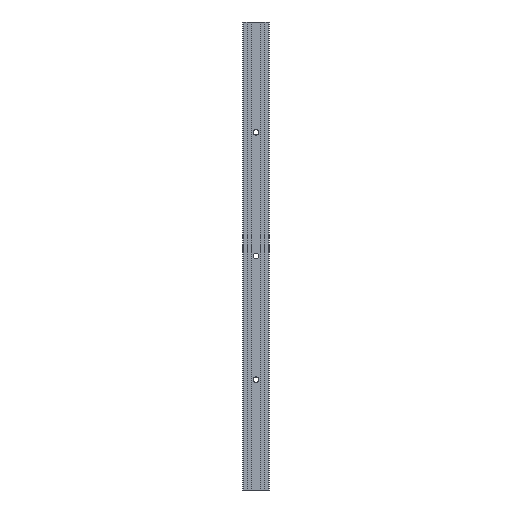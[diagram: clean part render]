
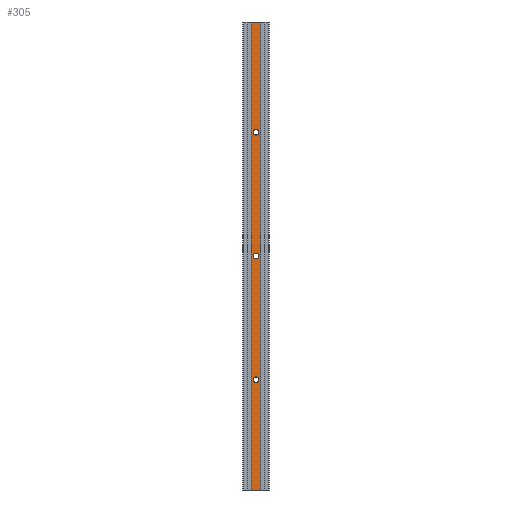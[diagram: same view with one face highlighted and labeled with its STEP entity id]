
A CAD part, left-side view. The second image highlights one B-rep face of the part: STEP entity #305.
In plain terms, the highlighted planar face has unit normal (-1, 0, 0).
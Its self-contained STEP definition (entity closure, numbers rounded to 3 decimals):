
#58 = VECTOR ( 'NONE', #7946, 1000. ) ;
#82 = ORIENTED_EDGE ( 'NONE', *, *, #7123, .F. ) ;
#231 = AXIS2_PLACEMENT_3D ( 'NONE', #2151, #6454, #4697 ) ;
#305 = ADVANCED_FACE ( 'NONE', ( #1965, #2461, #5097, #1171 ), #3803, .T. ) ;
#312 = CARTESIAN_POINT ( 'NONE',  ( -10., 4.25, -185. ) ) ;
#447 = CARTESIAN_POINT ( 'NONE',  ( -10., 0., -185. ) ) ;
#629 = CIRCLE ( 'NONE', #231, 4.25 ) ;
#646 = EDGE_CURVE ( 'NONE', #6392, #7230, #6921, .T. ) ;
#770 = DIRECTION ( 'NONE',  ( 0., 1., 0. ) ) ;
#946 = CARTESIAN_POINT ( 'NONE',  ( -10., 6.9, -350. ) ) ;
#990 = CIRCLE ( 'NONE', #7113, 4.25 ) ;
#1025 = DIRECTION ( 'NONE',  ( 0., 1., 0. ) ) ;
#1064 = VERTEX_POINT ( 'NONE', #3163 ) ;
#1125 = ORIENTED_EDGE ( 'NONE', *, *, #646, .T. ) ;
#1171 = FACE_OUTER_BOUND ( 'NONE', #5923, .T. ) ;
#1294 = EDGE_CURVE ( 'NONE', #1393, #1064, #2620, .T. ) ;
#1336 = ORIENTED_EDGE ( 'NONE', *, *, #4474, .T. ) ;
#1393 = VERTEX_POINT ( 'NONE', #7272 ) ;
#1427 = CARTESIAN_POINT ( 'NONE',  ( -10., 0., -185. ) ) ;
#1759 = DIRECTION ( 'NONE',  ( 0., 0., 1. ) ) ;
#1965 = FACE_BOUND ( 'NONE', #2199, .T. ) ;
#2020 = AXIS2_PLACEMENT_3D ( 'NONE', #4386, #2504, #6930 ) ;
#2103 = VERTEX_POINT ( 'NONE', #6705 ) ;
#2151 = CARTESIAN_POINT ( 'NONE',  ( -10., 0., 0. ) ) ;
#2199 = EDGE_LOOP ( 'NONE', ( #5288, #3890 ) ) ;
#2266 = CARTESIAN_POINT ( 'NONE',  ( -10., 6.9, -350. ) ) ;
#2370 = EDGE_CURVE ( 'NONE', #4666, #2103, #629, .T. ) ;
#2461 = FACE_BOUND ( 'NONE', #8012, .T. ) ;
#2467 = CARTESIAN_POINT ( 'NONE',  ( -10., -6.9, -350. ) ) ;
#2504 = DIRECTION ( 'NONE',  ( -1., 0., 0. ) ) ;
#2609 = CARTESIAN_POINT ( 'NONE',  ( -10., -6.9, 350. ) ) ;
#2620 = CIRCLE ( 'NONE', #3682, 4.25 ) ;
#2778 = EDGE_CURVE ( 'NONE', #1064, #1393, #5811, .T. ) ;
#2868 = LINE ( 'NONE', #946, #58 ) ;
#2948 = ORIENTED_EDGE ( 'NONE', *, *, #8079, .T. ) ;
#3163 = CARTESIAN_POINT ( 'NONE',  ( -10., -4.25, 185. ) ) ;
#3184 = DIRECTION ( 'NONE',  ( 1., 0., 0. ) ) ;
#3238 = CARTESIAN_POINT ( 'NONE',  ( -10., 6.9, 350. ) ) ;
#3377 = CIRCLE ( 'NONE', #5249, 4.25 ) ;
#3584 = DIRECTION ( 'NONE',  ( 0., 1., 0. ) ) ;
#3682 = AXIS2_PLACEMENT_3D ( 'NONE', #8020, #6654, #1025 ) ;
#3803 = PLANE ( 'NONE',  #2020 ) ;
#3890 = ORIENTED_EDGE ( 'NONE', *, *, #8139, .T. ) ;
#3892 = DIRECTION ( 'NONE',  ( 0., -1., 0. ) ) ;
#3898 = CARTESIAN_POINT ( 'NONE',  ( -10., 0., 185. ) ) ;
#3926 = VERTEX_POINT ( 'NONE', #2609 ) ;
#3997 = CARTESIAN_POINT ( 'NONE',  ( -10., -4.25, 0. ) ) ;
#4291 = VECTOR ( 'NONE', #7532, 1000. ) ;
#4386 = CARTESIAN_POINT ( 'NONE',  ( -10., 7., -350. ) ) ;
#4474 = EDGE_CURVE ( 'NONE', #2103, #4666, #990, .T. ) ;
#4666 = VERTEX_POINT ( 'NONE', #3997 ) ;
#4697 = DIRECTION ( 'NONE',  ( 0., 1., 0. ) ) ;
#4940 = DIRECTION ( 'NONE',  ( 0., -1., 0. ) ) ;
#4942 = DIRECTION ( 'NONE',  ( 1., 0., 0. ) ) ;
#5097 = FACE_BOUND ( 'NONE', #6978, .T. ) ;
#5109 = CARTESIAN_POINT ( 'NONE',  ( -10., 7., 350. ) ) ;
#5133 = CARTESIAN_POINT ( 'NONE',  ( -10., 7., -350. ) ) ;
#5187 = AXIS2_PLACEMENT_3D ( 'NONE', #1427, #3184, #3892 ) ;
#5249 = AXIS2_PLACEMENT_3D ( 'NONE', #447, #4942, #5453 ) ;
#5288 = ORIENTED_EDGE ( 'NONE', *, *, #5585, .T. ) ;
#5376 = ORIENTED_EDGE ( 'NONE', *, *, #2370, .T. ) ;
#5396 = EDGE_CURVE ( 'NONE', #7230, #3926, #6847, .T. ) ;
#5424 = AXIS2_PLACEMENT_3D ( 'NONE', #3898, #6439, #770 ) ;
#5453 = DIRECTION ( 'NONE',  ( 0., -1., 0. ) ) ;
#5585 = EDGE_CURVE ( 'NONE', #5645, #6110, #7837, .T. ) ;
#5645 = VERTEX_POINT ( 'NONE', #312 ) ;
#5721 = ORIENTED_EDGE ( 'NONE', *, *, #5396, .T. ) ;
#5740 = CARTESIAN_POINT ( 'NONE',  ( -10., -4.25, -185. ) ) ;
#5768 = CARTESIAN_POINT ( 'NONE',  ( -10., -6.9, -350. ) ) ;
#5811 = CIRCLE ( 'NONE', #5424, 4.25 ) ;
#5923 = EDGE_LOOP ( 'NONE', ( #1125, #5721, #82, #2948 ) ) ;
#6006 = CARTESIAN_POINT ( 'NONE',  ( -10., 0., 0. ) ) ;
#6110 = VERTEX_POINT ( 'NONE', #5740 ) ;
#6339 = VERTEX_POINT ( 'NONE', #3238 ) ;
#6392 = VERTEX_POINT ( 'NONE', #2266 ) ;
#6439 = DIRECTION ( 'NONE',  ( 1., 0., 0. ) ) ;
#6454 = DIRECTION ( 'NONE',  ( 1., 0., 0. ) ) ;
#6654 = DIRECTION ( 'NONE',  ( 1., 0., 0. ) ) ;
#6705 = CARTESIAN_POINT ( 'NONE',  ( -10., 4.25, 0. ) ) ;
#6847 = LINE ( 'NONE', #2467, #8106 ) ;
#6854 = ORIENTED_EDGE ( 'NONE', *, *, #2778, .T. ) ;
#6921 = LINE ( 'NONE', #5133, #4291 ) ;
#6930 = DIRECTION ( 'NONE',  ( 0., -1., 0. ) ) ;
#6978 = EDGE_LOOP ( 'NONE', ( #1336, #5376 ) ) ;
#7113 = AXIS2_PLACEMENT_3D ( 'NONE', #6006, #7287, #3584 ) ;
#7123 = EDGE_CURVE ( 'NONE', #6339, #3926, #7513, .T. ) ;
#7230 = VERTEX_POINT ( 'NONE', #5768 ) ;
#7233 = VECTOR ( 'NONE', #4940, 1000. ) ;
#7272 = CARTESIAN_POINT ( 'NONE',  ( -10., 4.25, 185. ) ) ;
#7287 = DIRECTION ( 'NONE',  ( 1., 0., 0. ) ) ;
#7430 = ORIENTED_EDGE ( 'NONE', *, *, #1294, .T. ) ;
#7513 = LINE ( 'NONE', #5109, #7233 ) ;
#7532 = DIRECTION ( 'NONE',  ( 0., -1., 0. ) ) ;
#7837 = CIRCLE ( 'NONE', #5187, 4.25 ) ;
#7946 = DIRECTION ( 'NONE',  ( 0., 0., -1. ) ) ;
#8012 = EDGE_LOOP ( 'NONE', ( #7430, #6854 ) ) ;
#8020 = CARTESIAN_POINT ( 'NONE',  ( -10., 0., 185. ) ) ;
#8079 = EDGE_CURVE ( 'NONE', #6339, #6392, #2868, .T. ) ;
#8106 = VECTOR ( 'NONE', #1759, 1000. ) ;
#8139 = EDGE_CURVE ( 'NONE', #6110, #5645, #3377, .T. ) ;
